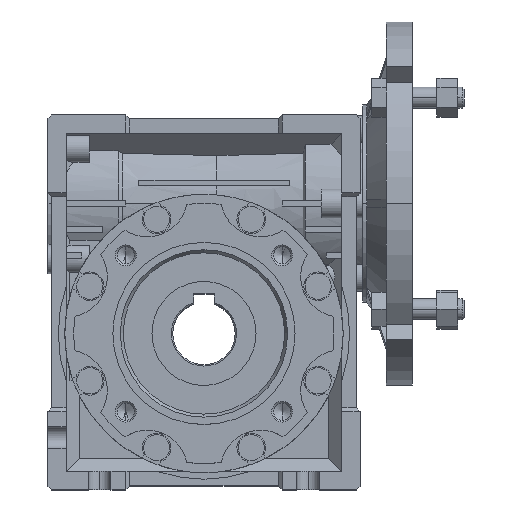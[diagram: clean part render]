
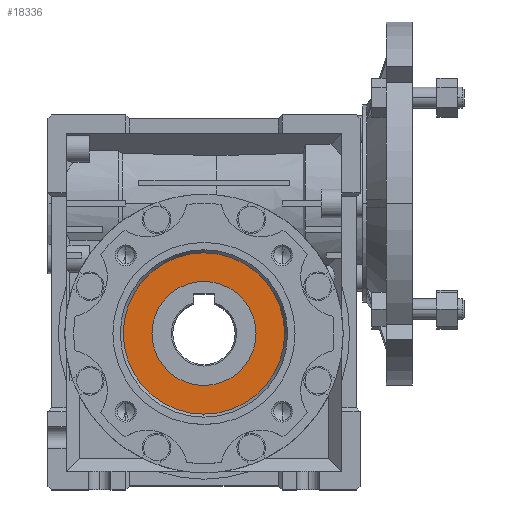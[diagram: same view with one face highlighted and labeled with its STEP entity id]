
A CAD part, top view. The second image highlights one B-rep face of the part: STEP entity #18336.
In plain terms, the highlighted planar face has unit normal (0, 0, 1).
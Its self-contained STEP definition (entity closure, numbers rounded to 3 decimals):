
#443 = DIRECTION ( 'NONE',  ( 0., 1., 0. ) ) ;
#1213 = ORIENTED_EDGE ( 'NONE', *, *, #5832, .F. ) ;
#2036 = ORIENTED_EDGE ( 'NONE', *, *, #10936, .F. ) ;
#2789 = EDGE_CURVE ( 'NONE', #6057, #24390, #21933, .T. ) ;
#3721 = ORIENTED_EDGE ( 'NONE', *, *, #2789, .T. ) ;
#4813 = CARTESIAN_POINT ( 'NONE',  ( 0., 0., 44. ) ) ;
#5373 = DIRECTION ( 'NONE',  ( 0., 0., 1. ) ) ;
#5832 = EDGE_CURVE ( 'NONE', #9980, #20691, #21782, .T. ) ;
#6057 = VERTEX_POINT ( 'NONE', #32041 ) ;
#7207 = CIRCLE ( 'NONE', #27500, 20. ) ;
#7389 = DIRECTION ( 'NONE',  ( 0., 1., 0. ) ) ;
#9516 = CIRCLE ( 'NONE', #21869, 31. ) ;
#9980 = VERTEX_POINT ( 'NONE', #17831 ) ;
#10936 = EDGE_CURVE ( 'NONE', #20691, #9980, #7207, .T. ) ;
#11283 = CARTESIAN_POINT ( 'NONE',  ( 0., 0., 44. ) ) ;
#12325 = DIRECTION ( 'NONE',  ( 0., 0., -1. ) ) ;
#13865 = DIRECTION ( 'NONE',  ( 0., 1., 0. ) ) ;
#15304 = CARTESIAN_POINT ( 'NONE',  ( 0., -20., 44. ) ) ;
#15413 = AXIS2_PLACEMENT_3D ( 'NONE', #20753, #5373, #23297 ) ;
#15862 = DIRECTION ( 'NONE',  ( 0., 0., 1. ) ) ;
#17831 = CARTESIAN_POINT ( 'NONE',  ( 0., 20., 44. ) ) ;
#18336 = ADVANCED_FACE ( 'NONE', ( #24326, #31200 ), #22506, .F. ) ;
#18607 = CARTESIAN_POINT ( 'NONE',  ( 0., -31., 44. ) ) ;
#20691 = VERTEX_POINT ( 'NONE', #15304 ) ;
#20753 = CARTESIAN_POINT ( 'NONE',  ( 0., 0., 44. ) ) ;
#21782 = CIRCLE ( 'NONE', #27289, 20. ) ;
#21869 = AXIS2_PLACEMENT_3D ( 'NONE', #11283, #29261, #13865 ) ;
#21933 = CIRCLE ( 'NONE', #15413, 31. ) ;
#22348 = EDGE_LOOP ( 'NONE', ( #1213, #2036 ) ) ;
#22506 = PLANE ( 'NONE',  #31828 ) ;
#22740 = DIRECTION ( 'NONE',  ( 0., 0., 1. ) ) ;
#23297 = DIRECTION ( 'NONE',  ( 0., 1., 0. ) ) ;
#24326 = FACE_OUTER_BOUND ( 'NONE', #29668, .T. ) ;
#24390 = VERTEX_POINT ( 'NONE', #18607 ) ;
#24944 = EDGE_CURVE ( 'NONE', #24390, #6057, #9516, .T. ) ;
#25618 = ORIENTED_EDGE ( 'NONE', *, *, #24944, .T. ) ;
#27289 = AXIS2_PLACEMENT_3D ( 'NONE', #31260, #15862, #443 ) ;
#27500 = AXIS2_PLACEMENT_3D ( 'NONE', #4813, #22740, #7389 ) ;
#29261 = DIRECTION ( 'NONE',  ( 0., 0., 1. ) ) ;
#29668 = EDGE_LOOP ( 'NONE', ( #3721, #25618 ) ) ;
#30289 = DIRECTION ( 'NONE',  ( 0., -1., 0. ) ) ;
#31200 = FACE_BOUND ( 'NONE', #22348, .T. ) ;
#31260 = CARTESIAN_POINT ( 'NONE',  ( 0., 0., 44. ) ) ;
#31828 = AXIS2_PLACEMENT_3D ( 'NONE', #32818, #12325, #30289 ) ;
#32041 = CARTESIAN_POINT ( 'NONE',  ( 0., 31., 44. ) ) ;
#32818 = CARTESIAN_POINT ( 'NONE',  ( -31., 0., 44. ) ) ;
